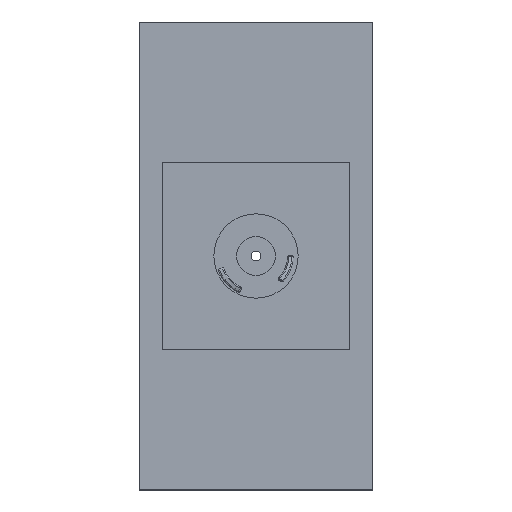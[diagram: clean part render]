
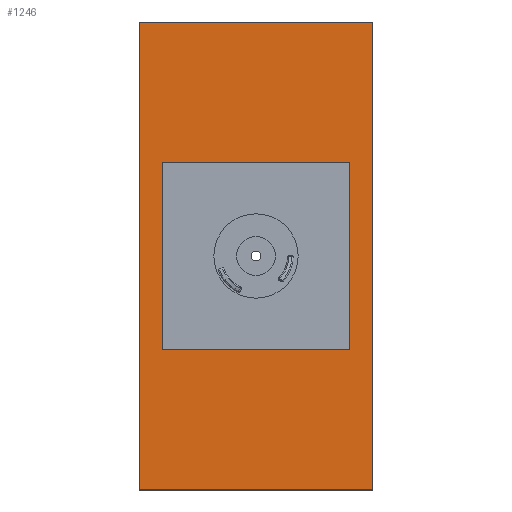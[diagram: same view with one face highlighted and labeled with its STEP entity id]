
A CAD part, top view. The second image highlights one B-rep face of the part: STEP entity #1246.
In plain terms, the highlighted planar face has unit normal (0, 0, 1).
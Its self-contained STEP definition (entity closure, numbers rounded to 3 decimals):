
#107 = CARTESIAN_POINT ( 'NONE',  ( 37.5, -75., 0. ) ) ;
#189 = DIRECTION ( 'NONE',  ( -1., 0., 0. ) ) ;
#251 = AXIS2_PLACEMENT_3D ( 'NONE', #2489, #2245, #2260 ) ;
#397 = ORIENTED_EDGE ( 'NONE', *, *, #2466, .T. ) ;
#404 = LINE ( 'NONE', #1967, #3248 ) ;
#510 = ORIENTED_EDGE ( 'NONE', *, *, #1093, .T. ) ;
#555 = VECTOR ( 'NONE', #3300, 1000. ) ;
#648 = VERTEX_POINT ( 'NONE', #1755 ) ;
#673 = LINE ( 'NONE', #107, #979 ) ;
#813 = ORIENTED_EDGE ( 'NONE', *, *, #1157, .F. ) ;
#914 = CARTESIAN_POINT ( 'NONE',  ( -37.5, 75., 0. ) ) ;
#942 = VERTEX_POINT ( 'NONE', #2649 ) ;
#956 = VERTEX_POINT ( 'NONE', #1599 ) ;
#979 = VECTOR ( 'NONE', #2691, 1000. ) ;
#995 = VERTEX_POINT ( 'NONE', #2146 ) ;
#1012 = LINE ( 'NONE', #2604, #2197 ) ;
#1093 = EDGE_CURVE ( 'NONE', #2211, #1836, #1156, .T. ) ;
#1115 = EDGE_LOOP ( 'NONE', ( #510, #2470, #397, #2960 ) ) ;
#1120 = VECTOR ( 'NONE', #3275, 1000. ) ;
#1156 = LINE ( 'NONE', #2682, #3195 ) ;
#1157 = EDGE_CURVE ( 'NONE', #956, #2518, #1199, .T. ) ;
#1199 = LINE ( 'NONE', #2536, #1120 ) ;
#1231 = FACE_BOUND ( 'NONE', #3269, .T. ) ;
#1246 = ADVANCED_FACE ( 'NONE', ( #1231, #3052 ), #1695, .T. ) ;
#1370 = VECTOR ( 'NONE', #189, 1000. ) ;
#1404 = EDGE_CURVE ( 'NONE', #995, #2211, #404, .T. ) ;
#1462 = LINE ( 'NONE', #914, #1370 ) ;
#1480 = DIRECTION ( 'NONE',  ( 1., 0., 0. ) ) ;
#1499 = EDGE_CURVE ( 'NONE', #2518, #648, #1012, .T. ) ;
#1599 = CARTESIAN_POINT ( 'NONE',  ( 30., 30., 0. ) ) ;
#1676 = ORIENTED_EDGE ( 'NONE', *, *, #3236, .F. ) ;
#1695 = PLANE ( 'NONE',  #251 ) ;
#1713 = DIRECTION ( 'NONE',  ( 1., 0., 0. ) ) ;
#1755 = CARTESIAN_POINT ( 'NONE',  ( -30., -30., 0. ) ) ;
#1821 = CARTESIAN_POINT ( 'NONE',  ( -30., 30., 0. ) ) ;
#1836 = VERTEX_POINT ( 'NONE', #2125 ) ;
#1909 = VECTOR ( 'NONE', #1480, 1000. ) ;
#1966 = CARTESIAN_POINT ( 'NONE',  ( 37.5, 75., 0. ) ) ;
#1967 = CARTESIAN_POINT ( 'NONE',  ( -37.5, -75., 0. ) ) ;
#2125 = CARTESIAN_POINT ( 'NONE',  ( 37.5, -75., 0. ) ) ;
#2146 = CARTESIAN_POINT ( 'NONE',  ( -37.5, 75., 0. ) ) ;
#2180 = EDGE_CURVE ( 'NONE', #1836, #2918, #673, .T. ) ;
#2197 = VECTOR ( 'NONE', #3094, 1000. ) ;
#2211 = VERTEX_POINT ( 'NONE', #2438 ) ;
#2220 = CARTESIAN_POINT ( 'NONE',  ( -30., -30., 0. ) ) ;
#2245 = DIRECTION ( 'NONE',  ( 0., 0., 1. ) ) ;
#2260 = DIRECTION ( 'NONE',  ( 1., 0., 0. ) ) ;
#2438 = CARTESIAN_POINT ( 'NONE',  ( -37.5, -75., 0. ) ) ;
#2466 = EDGE_CURVE ( 'NONE', #2918, #995, #1462, .T. ) ;
#2470 = ORIENTED_EDGE ( 'NONE', *, *, #2180, .T. ) ;
#2489 = CARTESIAN_POINT ( 'NONE',  ( 0., 0., 0. ) ) ;
#2518 = VERTEX_POINT ( 'NONE', #1821 ) ;
#2536 = CARTESIAN_POINT ( 'NONE',  ( -30., 30., 0. ) ) ;
#2604 = CARTESIAN_POINT ( 'NONE',  ( -30., -30., 0. ) ) ;
#2649 = CARTESIAN_POINT ( 'NONE',  ( 30., -30., 0. ) ) ;
#2682 = CARTESIAN_POINT ( 'NONE',  ( -37.5, -75., 0. ) ) ;
#2691 = DIRECTION ( 'NONE',  ( 0., 1., 0. ) ) ;
#2735 = ORIENTED_EDGE ( 'NONE', *, *, #1499, .F. ) ;
#2737 = DIRECTION ( 'NONE',  ( 0., -1., 0. ) ) ;
#2751 = LINE ( 'NONE', #2821, #555 ) ;
#2780 = LINE ( 'NONE', #2220, #1909 ) ;
#2821 = CARTESIAN_POINT ( 'NONE',  ( 30., -30., 0. ) ) ;
#2918 = VERTEX_POINT ( 'NONE', #1966 ) ;
#2960 = ORIENTED_EDGE ( 'NONE', *, *, #1404, .T. ) ;
#2982 = ORIENTED_EDGE ( 'NONE', *, *, #3017, .F. ) ;
#3017 = EDGE_CURVE ( 'NONE', #942, #956, #2751, .T. ) ;
#3052 = FACE_OUTER_BOUND ( 'NONE', #1115, .T. ) ;
#3094 = DIRECTION ( 'NONE',  ( 0., -1., 0. ) ) ;
#3195 = VECTOR ( 'NONE', #1713, 1000. ) ;
#3236 = EDGE_CURVE ( 'NONE', #648, #942, #2780, .T. ) ;
#3248 = VECTOR ( 'NONE', #2737, 1000. ) ;
#3269 = EDGE_LOOP ( 'NONE', ( #813, #2982, #1676, #2735 ) ) ;
#3275 = DIRECTION ( 'NONE',  ( -1., 0., 0. ) ) ;
#3300 = DIRECTION ( 'NONE',  ( 0., 1., 0. ) ) ;
